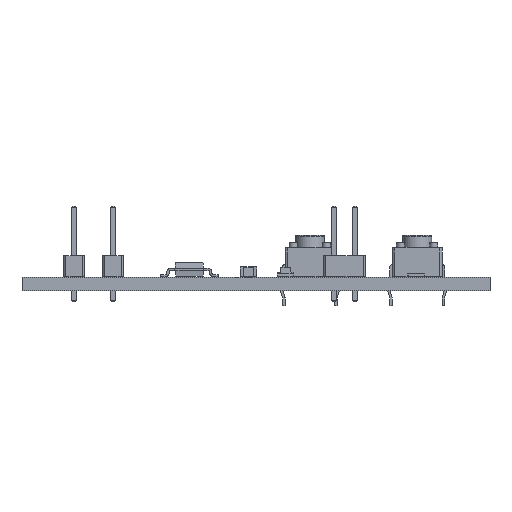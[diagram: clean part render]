
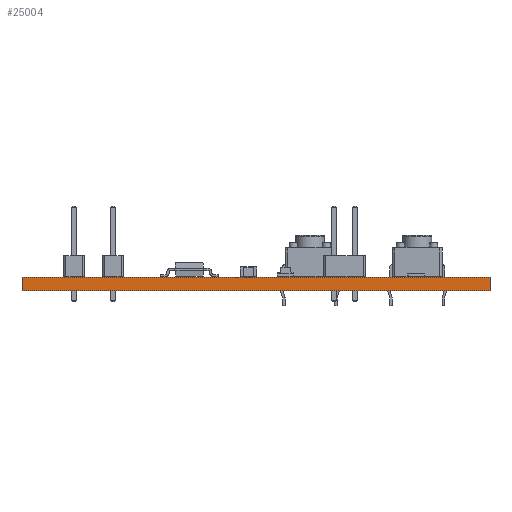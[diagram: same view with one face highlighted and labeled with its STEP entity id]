
A CAD part, front view. The second image highlights one B-rep face of the part: STEP entity #25004.
In plain terms, the highlighted planar face has unit normal (0, -1, 0).
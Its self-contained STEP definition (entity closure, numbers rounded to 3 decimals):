
#25004 = ADVANCED_FACE('',(#25005),#25039,.T.);
#25005 = FACE_BOUND('',#25006,.T.);
#25006 = EDGE_LOOP('',(#25007,#25017,#25025,#25033));
#25007 = ORIENTED_EDGE('',*,*,#25008,.T.);
#25008 = EDGE_CURVE('',#25009,#25011,#25013,.T.);
#25009 = VERTEX_POINT('',#25010);
#25010 = CARTESIAN_POINT('',(172.,-123.,0.));
#25011 = VERTEX_POINT('',#25012);
#25012 = CARTESIAN_POINT('',(172.,-123.,1.6));
#25013 = LINE('',#25014,#25015);
#25014 = CARTESIAN_POINT('',(172.,-123.,0.));
#25015 = VECTOR('',#25016,1.);
#25016 = DIRECTION('',(0.,0.,1.));
#25017 = ORIENTED_EDGE('',*,*,#25018,.T.);
#25018 = EDGE_CURVE('',#25011,#25019,#25021,.T.);
#25019 = VERTEX_POINT('',#25020);
#25020 = CARTESIAN_POINT('',(115.5,-123.,1.6));
#25021 = LINE('',#25022,#25023);
#25022 = CARTESIAN_POINT('',(172.,-123.,1.6));
#25023 = VECTOR('',#25024,1.);
#25024 = DIRECTION('',(-1.,0.,0.));
#25025 = ORIENTED_EDGE('',*,*,#25026,.F.);
#25026 = EDGE_CURVE('',#25027,#25019,#25029,.T.);
#25027 = VERTEX_POINT('',#25028);
#25028 = CARTESIAN_POINT('',(115.5,-123.,0.));
#25029 = LINE('',#25030,#25031);
#25030 = CARTESIAN_POINT('',(115.5,-123.,0.));
#25031 = VECTOR('',#25032,1.);
#25032 = DIRECTION('',(0.,0.,1.));
#25033 = ORIENTED_EDGE('',*,*,#25034,.F.);
#25034 = EDGE_CURVE('',#25009,#25027,#25035,.T.);
#25035 = LINE('',#25036,#25037);
#25036 = CARTESIAN_POINT('',(172.,-123.,0.));
#25037 = VECTOR('',#25038,1.);
#25038 = DIRECTION('',(-1.,0.,0.));
#25039 = PLANE('',#25040);
#25040 = AXIS2_PLACEMENT_3D('',#25041,#25042,#25043);
#25041 = CARTESIAN_POINT('',(172.,-123.,0.));
#25042 = DIRECTION('',(0.,-1.,0.));
#25043 = DIRECTION('',(-1.,0.,0.));
